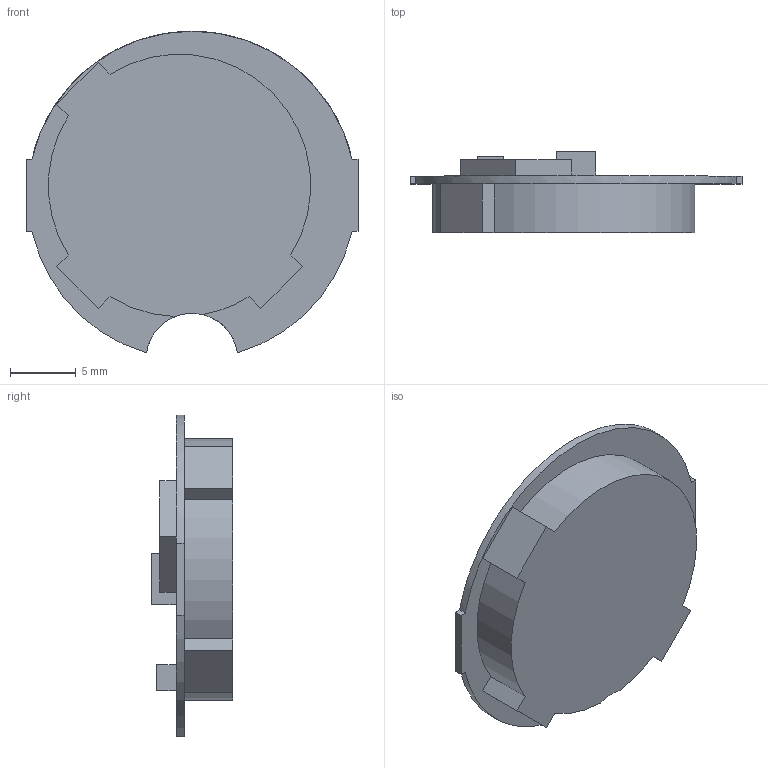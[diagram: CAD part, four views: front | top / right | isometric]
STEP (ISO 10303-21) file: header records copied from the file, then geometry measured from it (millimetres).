
FILE_DESCRIPTION(/* description */ (''),/* implementation_level */ '2;1');
FILE_NAME(/* name */ 'new-832-tag v24.step',/* time_stamp */ '2024-06-01T16:22:27-07:00',/* author */ (''),/* organization */ (''),/* preprocessor_version */ 'ST-DEVELOPER v20',/* originating_system */ 'Autodesk Translation Framework v13.14.0.145',/* authorisation */ '');
FILE_SCHEMA (('AUTOMOTIVE_DESIGN { 1 0 10303 214 3 1 1 }'));
Length unit declared in the file: millimetre
Products named in the file (1): new-832-tag
Bounding box: 25.3 x 6.2 x 24.51 mm (x, y, z)
Volume: 1573.9 mm3; surface area: 1329.5 mm2
Topology: 1 solids, 1 shells, 49 faces, 120 edges, 80 vertices
Faces by surface type: plane 37, cylinder 12
Full cylindrical faces by diameter (mm): 1.75 x4
Entity records: 1527 total; most frequent: CARTESIAN_POINT 250, DIRECTION 246, ORIENTED_EDGE 240, EDGE_CURVE 120, LINE 94, VECTOR 94, VERTEX_POINT 80, AXIS2_PLACEMENT_3D 76
